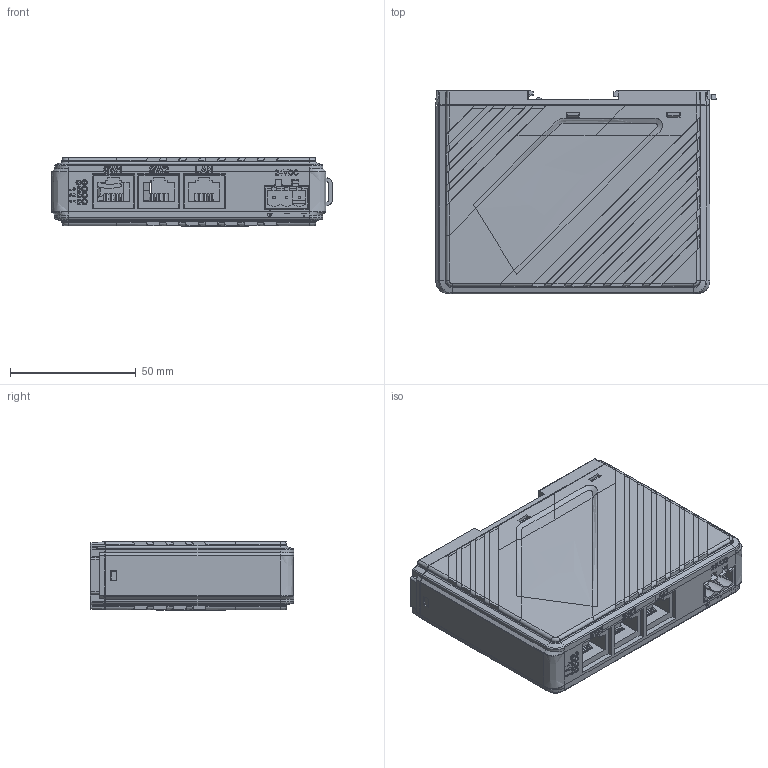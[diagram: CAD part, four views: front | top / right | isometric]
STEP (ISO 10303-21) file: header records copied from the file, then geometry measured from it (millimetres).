
FILE_DESCRIPTION (( 'STEP AP214' ), '1' );
FILE_NAME ('cMT-G04_221006.STEP', '2022-11-07T10:00:12', ( '' ), ( '' ), 'SwSTEP 2.0', 'SolidWorks 2019', '' );
FILE_SCHEMA (( 'AUTOMOTIVE_DESIGN' ));
Length unit declared in the file: millimetre
Products named in the file (1): cMT-G04_221006
Bounding box: 111.48 x 80.92 x 27.17 mm (x, y, z)
Surface area: 59774.6 mm2 (no closed solid volume)
Topology: 0 solids, 45 shells, 1131 faces, 4305 edges, 3177 vertices
Faces by surface type: plane 705, cylinder 240, cone 101, torus 43, bspline 39, sphere 3
Full cylindrical faces by diameter (mm): 0.5 x24, 1 x3
Entity records: 63757 total; most frequent: CARTESIAN_POINT 17134, ORIENTED_EDGE 7151, DIRECTION 6230, EDGE_CURVE 4227, VERTEX_POINT 3148, LINE 2946, VECTOR 2946, AXIS2_PLACEMENT_3D 1642
